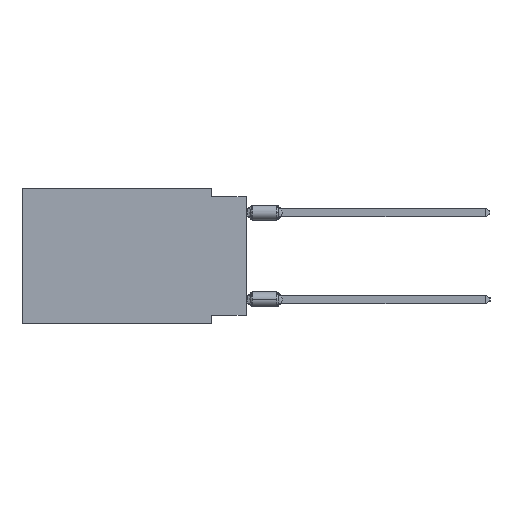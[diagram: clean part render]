
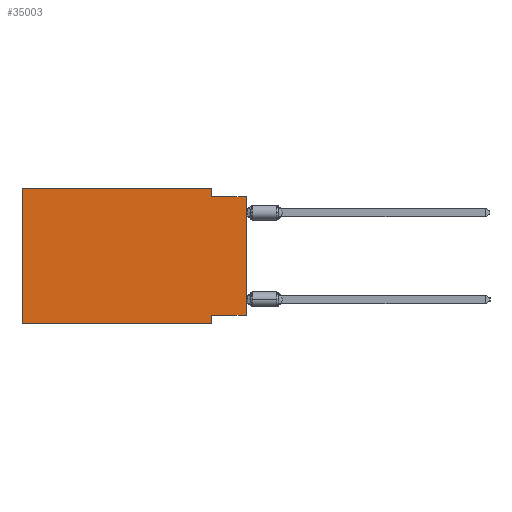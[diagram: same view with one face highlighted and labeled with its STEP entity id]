
A CAD part, left-side view. The second image highlights one B-rep face of the part: STEP entity #35003.
In plain terms, the highlighted planar face has unit normal (-1, 0, 0).
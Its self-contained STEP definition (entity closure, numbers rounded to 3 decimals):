
#67 = ORIENTED_EDGE ( 'NONE', *, *, #21416, .F. ) ;
#82 = VERTEX_POINT ( 'NONE', #29263 ) ;
#176 = ORIENTED_EDGE ( 'NONE', *, *, #31838, .F. ) ;
#310 = EDGE_CURVE ( 'NONE', #14448, #413, #31551, .T. ) ;
#413 = VERTEX_POINT ( 'NONE', #9574 ) ;
#1396 = VECTOR ( 'NONE', #19025, 1000. ) ;
#1632 = CARTESIAN_POINT ( 'NONE',  ( 0., 2.54, -9.906 ) ) ;
#1680 = CARTESIAN_POINT ( 'NONE',  ( 0., 0., -9.271 ) ) ;
#2048 = CARTESIAN_POINT ( 'NONE',  ( 0., 0., -9.271 ) ) ;
#2056 = CARTESIAN_POINT ( 'NONE',  ( 0., 16.383, -9.906 ) ) ;
#2706 = ORIENTED_EDGE ( 'NONE', *, *, #25301, .F. ) ;
#3295 = VECTOR ( 'NONE', #6024, 1000. ) ;
#3403 = DIRECTION ( 'NONE',  ( 0., 0., 1. ) ) ;
#3993 = DIRECTION ( 'NONE',  ( 1., 0., 0. ) ) ;
#4255 = VERTEX_POINT ( 'NONE', #13685 ) ;
#4359 = VERTEX_POINT ( 'NONE', #10979 ) ;
#4582 = EDGE_LOOP ( 'NONE', ( #23766, #31096, #2706, #10893, #67, #34973, #176, #32404 ) ) ;
#5369 = VECTOR ( 'NONE', #23967, 1000. ) ;
#5417 = VECTOR ( 'NONE', #33701, 1000. ) ;
#5554 = CARTESIAN_POINT ( 'NONE',  ( 0., 16.383, 0. ) ) ;
#6024 = DIRECTION ( 'NONE',  ( 0., -1., 0. ) ) ;
#6883 = DIRECTION ( 'NONE',  ( 0., 1., 0. ) ) ;
#7032 = CARTESIAN_POINT ( 'NONE',  ( 0., 2.54, -9.906 ) ) ;
#7875 = LINE ( 'NONE', #18792, #5369 ) ;
#8017 = CARTESIAN_POINT ( 'NONE',  ( 0., 2.54, 0. ) ) ;
#8904 = AXIS2_PLACEMENT_3D ( 'NONE', #26326, #3993, #17942 ) ;
#9574 = CARTESIAN_POINT ( 'NONE',  ( 0., 2.54, -9.271 ) ) ;
#9669 = LINE ( 'NONE', #30928, #27586 ) ;
#10534 = VECTOR ( 'NONE', #6883, 1000. ) ;
#10893 = ORIENTED_EDGE ( 'NONE', *, *, #28124, .F. ) ;
#10979 = CARTESIAN_POINT ( 'NONE',  ( 0., 0., -0.635 ) ) ;
#11940 = EDGE_CURVE ( 'NONE', #82, #4359, #27655, .T. ) ;
#12127 = LINE ( 'NONE', #25172, #25951 ) ;
#12991 = DIRECTION ( 'NONE',  ( 0., -1., 0. ) ) ;
#13685 = CARTESIAN_POINT ( 'NONE',  ( 0., 16.383, -9.906 ) ) ;
#14448 = VERTEX_POINT ( 'NONE', #2048 ) ;
#15606 = PLANE ( 'NONE',  #8904 ) ;
#17605 = VERTEX_POINT ( 'NONE', #8017 ) ;
#17942 = DIRECTION ( 'NONE',  ( 0., 0., -1. ) ) ;
#18525 = LINE ( 'NONE', #2056, #27738 ) ;
#18792 = CARTESIAN_POINT ( 'NONE',  ( 0., 2.54, 0. ) ) ;
#19025 = DIRECTION ( 'NONE',  ( 0., 0., 1. ) ) ;
#19615 = CARTESIAN_POINT ( 'NONE',  ( 0., 0., -0.635 ) ) ;
#21416 = EDGE_CURVE ( 'NONE', #4255, #29122, #21880, .T. ) ;
#21880 = LINE ( 'NONE', #24719, #1396 ) ;
#23766 = ORIENTED_EDGE ( 'NONE', *, *, #26456, .T. ) ;
#23967 = DIRECTION ( 'NONE',  ( 0., 0., -1. ) ) ;
#24719 = CARTESIAN_POINT ( 'NONE',  ( 0., 16.383, 0. ) ) ;
#25172 = CARTESIAN_POINT ( 'NONE',  ( 0., 16.383, 0. ) ) ;
#25301 = EDGE_CURVE ( 'NONE', #17605, #82, #7875, .T. ) ;
#25951 = VECTOR ( 'NONE', #28203, 1000. ) ;
#26326 = CARTESIAN_POINT ( 'NONE',  ( 0., 16.383, 0. ) ) ;
#26456 = EDGE_CURVE ( 'NONE', #14448, #4359, #9669, .T. ) ;
#27586 = VECTOR ( 'NONE', #3403, 1000. ) ;
#27655 = LINE ( 'NONE', #19615, #3295 ) ;
#27738 = VECTOR ( 'NONE', #12991, 1000. ) ;
#28124 = EDGE_CURVE ( 'NONE', #29122, #17605, #12127, .T. ) ;
#28203 = DIRECTION ( 'NONE',  ( 0., -1., 0. ) ) ;
#29122 = VERTEX_POINT ( 'NONE', #5554 ) ;
#29192 = FACE_OUTER_BOUND ( 'NONE', #4582, .T. ) ;
#29263 = CARTESIAN_POINT ( 'NONE',  ( 0., 2.54, -0.635 ) ) ;
#30928 = CARTESIAN_POINT ( 'NONE',  ( 0., 0., 0. ) ) ;
#31096 = ORIENTED_EDGE ( 'NONE', *, *, #11940, .F. ) ;
#31551 = LINE ( 'NONE', #1680, #10534 ) ;
#31838 = EDGE_CURVE ( 'NONE', #413, #33525, #34238, .T. ) ;
#32404 = ORIENTED_EDGE ( 'NONE', *, *, #310, .F. ) ;
#33525 = VERTEX_POINT ( 'NONE', #1632 ) ;
#33701 = DIRECTION ( 'NONE',  ( 0., 0., -1. ) ) ;
#34238 = LINE ( 'NONE', #7032, #5417 ) ;
#34555 = EDGE_CURVE ( 'NONE', #4255, #33525, #18525, .T. ) ;
#34973 = ORIENTED_EDGE ( 'NONE', *, *, #34555, .T. ) ;
#35003 = ADVANCED_FACE ( 'NONE', ( #29192 ), #15606, .F. ) ;
